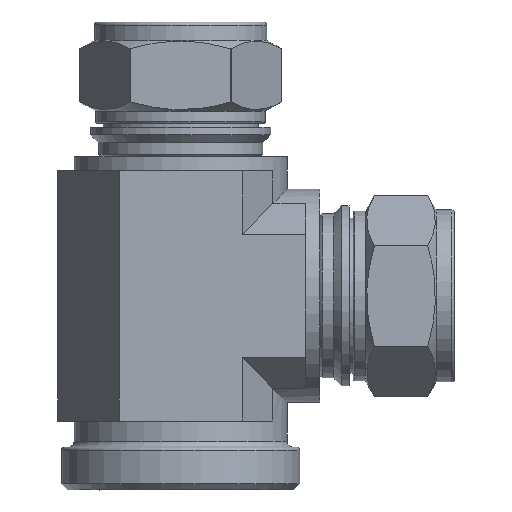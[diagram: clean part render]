
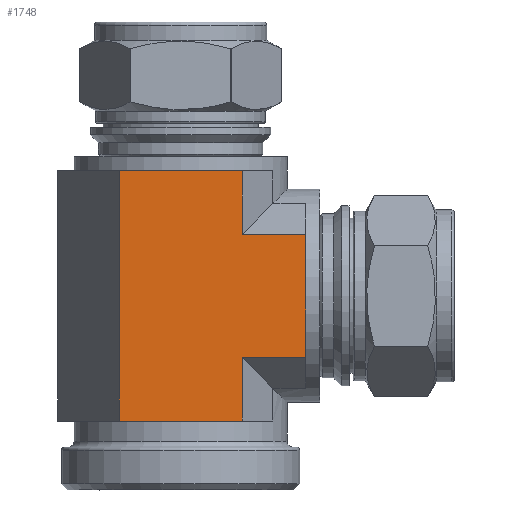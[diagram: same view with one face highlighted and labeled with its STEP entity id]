
A CAD part, left-side view. The second image highlights one B-rep face of the part: STEP entity #1748.
In plain terms, the highlighted planar face has unit normal (-1, 0, 0).
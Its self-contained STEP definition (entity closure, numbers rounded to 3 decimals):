
#297=FACE_OUTER_BOUND('',#421,.T.);
#421=EDGE_LOOP('',(#1516,#1517,#1518,#1519,#1520,#1521,#1522,#1523,#1524,
#1525,#1526));
#491=LINE('',#2956,#607);
#494=LINE('',#2963,#610);
#504=LINE('',#3021,#620);
#507=LINE('',#3033,#623);
#511=LINE('',#3050,#627);
#514=LINE('',#3057,#630);
#521=LINE('',#3076,#637);
#529=LINE('',#3093,#645);
#532=LINE('',#3100,#648);
#533=LINE('',#3101,#649);
#534=LINE('',#3102,#650);
#607=VECTOR('',#2369,10.);
#610=VECTOR('',#2376,10.);
#620=VECTOR('',#2446,10.);
#623=VECTOR('',#2457,10.);
#627=VECTOR('',#2475,10.);
#630=VECTOR('',#2482,10.);
#637=VECTOR('',#2499,10.);
#645=VECTOR('',#2513,10.);
#648=VECTOR('',#2524,10.);
#649=VECTOR('',#2525,10.);
#650=VECTOR('',#2526,10.);
#792=VERTEX_POINT('',#2953);
#793=VERTEX_POINT('',#2955);
#795=VERTEX_POINT('',#2961);
#811=VERTEX_POINT('',#3016);
#813=VERTEX_POINT('',#3019);
#818=VERTEX_POINT('',#3032);
#823=VERTEX_POINT('',#3047);
#824=VERTEX_POINT('',#3049);
#826=VERTEX_POINT('',#3055);
#833=VERTEX_POINT('',#3073);
#838=VERTEX_POINT('',#3090);
#1005=EDGE_CURVE('',#792,#793,#491,.T.);
#1009=EDGE_CURVE('',#795,#792,#494,.T.);
#1036=EDGE_CURVE('',#813,#811,#504,.T.);
#1041=EDGE_CURVE('',#811,#818,#507,.T.);
#1048=EDGE_CURVE('',#823,#824,#511,.T.);
#1052=EDGE_CURVE('',#826,#823,#514,.T.);
#1061=EDGE_CURVE('',#833,#793,#521,.T.);
#1069=EDGE_CURVE('',#838,#795,#529,.T.);
#1074=EDGE_CURVE('',#838,#824,#532,.T.);
#1075=EDGE_CURVE('',#818,#826,#533,.T.);
#1076=EDGE_CURVE('',#813,#833,#534,.T.);
#1516=ORIENTED_EDGE('',*,*,#1074,.T.);
#1517=ORIENTED_EDGE('',*,*,#1048,.F.);
#1518=ORIENTED_EDGE('',*,*,#1052,.F.);
#1519=ORIENTED_EDGE('',*,*,#1075,.F.);
#1520=ORIENTED_EDGE('',*,*,#1041,.F.);
#1521=ORIENTED_EDGE('',*,*,#1036,.F.);
#1522=ORIENTED_EDGE('',*,*,#1076,.T.);
#1523=ORIENTED_EDGE('',*,*,#1061,.T.);
#1524=ORIENTED_EDGE('',*,*,#1005,.F.);
#1525=ORIENTED_EDGE('',*,*,#1009,.F.);
#1526=ORIENTED_EDGE('',*,*,#1069,.F.);
#1638=PLANE('',#1989);
#1748=ADVANCED_FACE('',(#297),#1638,.T.);
#1989=AXIS2_PLACEMENT_3D('',#3099,#2522,#2523);
#2369=DIRECTION('',(0.,0.,-1.));
#2376=DIRECTION('',(0.,0.,-1.));
#2446=DIRECTION('',(0.,1.,0.));
#2457=DIRECTION('',(0.,1.,0.));
#2475=DIRECTION('',(0.,-1.,0.));
#2482=DIRECTION('',(0.,-1.,0.));
#2499=DIRECTION('',(0.,-1.,0.));
#2513=DIRECTION('',(0.,-1.,0.));
#2522=DIRECTION('center_axis',(-1.,0.,0.));
#2523=DIRECTION('ref_axis',(0.,-1.,0.));
#2524=DIRECTION('',(0.,0.,1.));
#2525=DIRECTION('',(0.,0.,1.));
#2526=DIRECTION('',(0.,0.,1.));
#2953=CARTESIAN_POINT('',(-17.45,-20.5,0.));
#2955=CARTESIAN_POINT('',(-17.45,-20.5,-10.075));
#2956=CARTESIAN_POINT('',(-17.45,-20.5,-10.075));
#2961=CARTESIAN_POINT('',(-17.45,-20.5,10.075));
#2963=CARTESIAN_POINT('',(-17.45,-20.5,-10.075));
#3016=CARTESIAN_POINT('',(-17.45,0.,-20.5));
#3019=CARTESIAN_POINT('',(-17.45,-10.075,-20.5));
#3021=CARTESIAN_POINT('',(-17.45,10.075,-20.5));
#3032=CARTESIAN_POINT('',(-17.45,10.075,-20.5));
#3033=CARTESIAN_POINT('',(-17.45,10.075,-20.5));
#3047=CARTESIAN_POINT('',(-17.45,0.,20.5));
#3049=CARTESIAN_POINT('',(-17.45,-10.075,20.5));
#3050=CARTESIAN_POINT('',(-17.45,10.075,20.5));
#3055=CARTESIAN_POINT('',(-17.45,10.075,20.5));
#3057=CARTESIAN_POINT('',(-17.45,10.075,20.5));
#3073=CARTESIAN_POINT('',(-17.45,-10.075,-10.075));
#3076=CARTESIAN_POINT('',(-17.45,0.,-10.075));
#3090=CARTESIAN_POINT('',(-17.45,-10.075,10.075));
#3093=CARTESIAN_POINT('',(-17.45,0.,10.075));
#3099=CARTESIAN_POINT('Origin',(-17.45,10.075,0.));
#3100=CARTESIAN_POINT('',(-17.45,-10.075,0.));
#3101=CARTESIAN_POINT('',(-17.45,10.075,0.));
#3102=CARTESIAN_POINT('',(-17.45,-10.075,0.));
